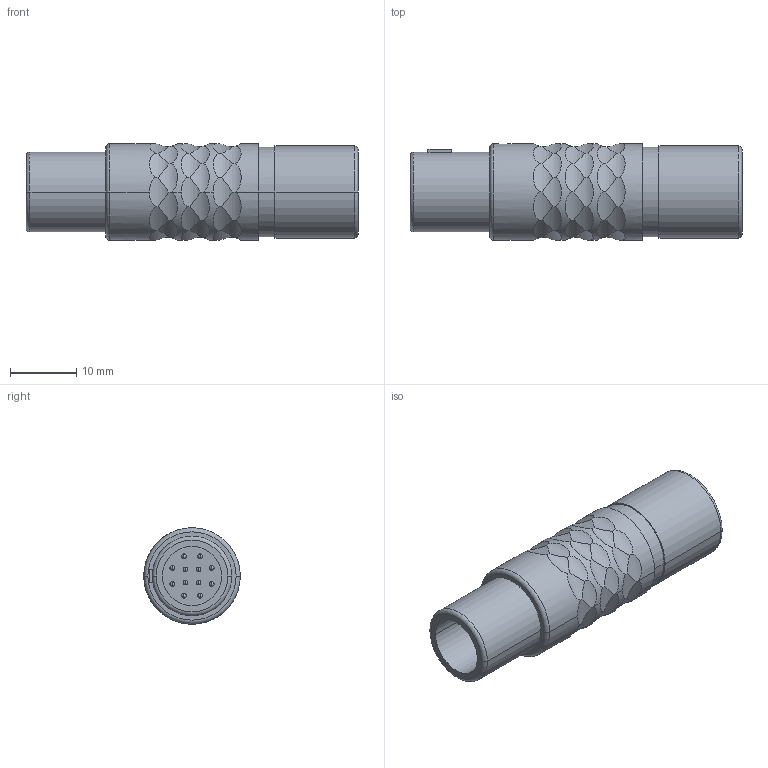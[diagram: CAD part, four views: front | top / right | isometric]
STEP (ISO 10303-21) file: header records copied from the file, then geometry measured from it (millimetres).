
FILE_DESCRIPTION((''),'2;1');
FILE_NAME('S12L0C-P12M','2013-01-23T',('RTrager'),(''),'PRO/ENGINEER BY PARAMETRIC TECHNOLOGY CORPORATION, 2010330','PRO/ENGINEER BY PARAMETRIC TECHNOLOGY CORPORATION, 2010330','');
FILE_SCHEMA(('CONFIG_CONTROL_DESIGN'));
Length unit declared in the file: millimetre
Products named in the file (1): S12L0C-P12M
Bounding box: 50 x 14.5 x 14.5 mm (x, y, z)
Volume: 4929.7 mm3; surface area: 3908.7 mm2
Topology: 1 solids, 1 shells, 274 faces, 719 edges, 454 vertices
Faces by surface type: cylinder 180, plane 43, sphere 24, torus 18, bspline 9
Entity records: 10203 total; most frequent: CARTESIAN_POINT 3805, ORIENTED_EDGE 1390, DIRECTION 1247, EDGE_CURVE 695, AXIS2_PLACEMENT_3D 534, VERTEX_POINT 454, EDGE_LOOP 305, FACE_OUTER_BOUND 274
